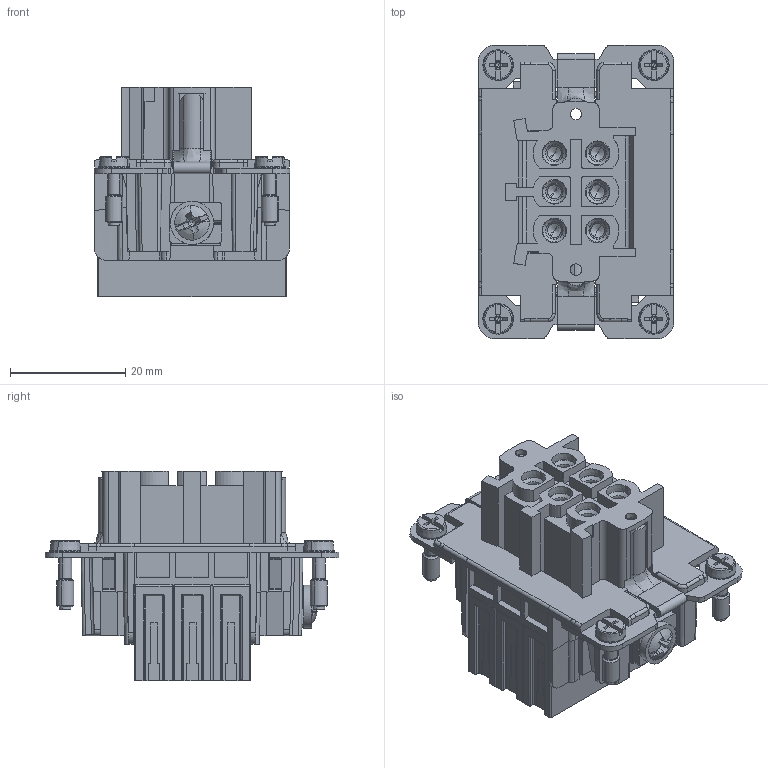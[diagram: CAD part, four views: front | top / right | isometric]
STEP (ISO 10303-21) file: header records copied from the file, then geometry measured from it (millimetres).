
FILE_DESCRIPTION(('CATIA V5 STEP Exchange','CAx-IF Rec.Pracs.--- Model Styling and Organization---1.4--- 2014-01-23'),'2;1');
FILE_NAME ('1114748-4_1', '2023-03-03T11:11:00+00:00', ('none'), ('Weidmueller'), 'CATIA Version 5-6 Release 2016 SP3 HF44', 'CATIA V5 STEP AP214', 'none');
FILE_SCHEMA(('AUTOMOTIVE_DESIGN { 1 0 10303 214 1 1 1 1 }'));
Products named in the file (1): 2666920000
Bounding box: 34 x 51 x 36.3 mm (x, y, z)
Volume: 24828.5 mm3; surface area: 17045.9 mm2
Topology: 3 solids, 13 shells, 1716 faces, 4743 edges, 3072 vertices
Faces by surface type: plane 936, cylinder 491, cone 177, torus 66, bspline 24, extrusion 10, revolution 8, sphere 4
Entity records: 54630 total; most frequent: CARTESIAN_POINT 13467, ORIENTED_EDGE 9440, DIRECTION 6905, EDGE_CURVE 4696, VECTOR 3126, LINE 3116, VERTEX_POINT 3056, AXIS2_PLACEMENT_3D 2465
